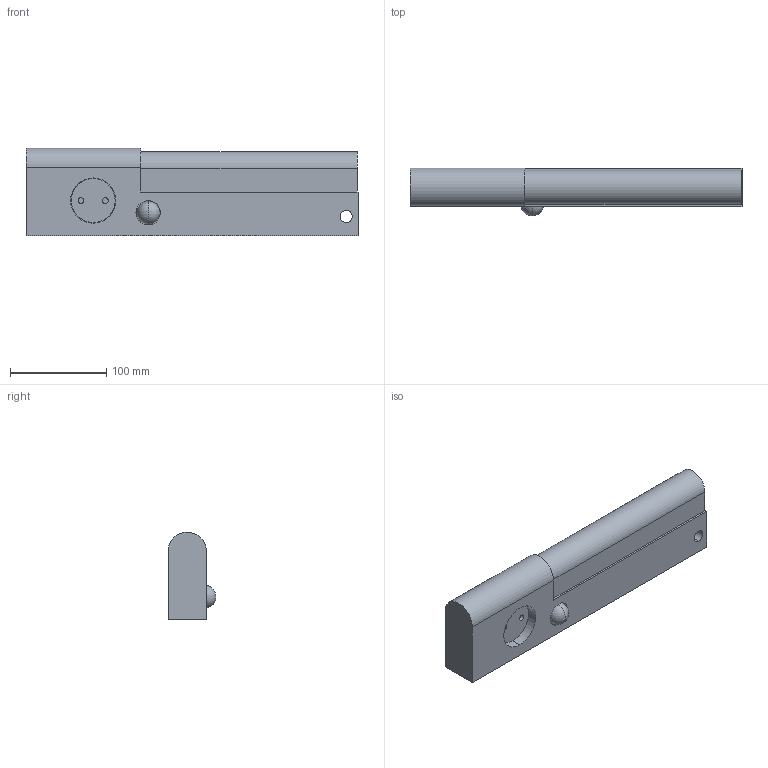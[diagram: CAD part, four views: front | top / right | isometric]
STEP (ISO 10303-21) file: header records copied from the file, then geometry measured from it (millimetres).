
FILE_DESCRIPTION(('starvars output'),'2;1');
FILE_NAME('cv20100210082425000032851.stp','08:24:25 2010/02/10',( 'Thomas Industrial Network Germany GmbH'),( 'Thomas Industrial Network Germany GmbH'),'unknown preprocess','ACIS' ,'unknown authorization');
FILE_SCHEMA(('AUTOMOTIVE_DESIGN_CC2 {UNKNOWN IMPLEMENTATION LEVEL}'));
Length unit declared in the file: millimetre
Products named in the file (1): PRODUCT_ID_1
Bounding box: 345 x 49.72 x 91 mm (x, y, z)
Volume: 1107158.1 mm3; surface area: 99174.4 mm2
Topology: 1 solids, 1 shells, 34 faces, 80 edges, 51 vertices
Faces by surface type: plane 16, cylinder 16, sphere 2
Entity records: 1204 total; most frequent: ORIENTED_EDGE 152, CARTESIAN_POINT 137, DIRECTION 133, EDGE_CURVE 76, VERTEX_POINT 51, AXIS2_PLACEMENT_3D 47, EDGE_LOOP 43, FACE_BOUND 43
